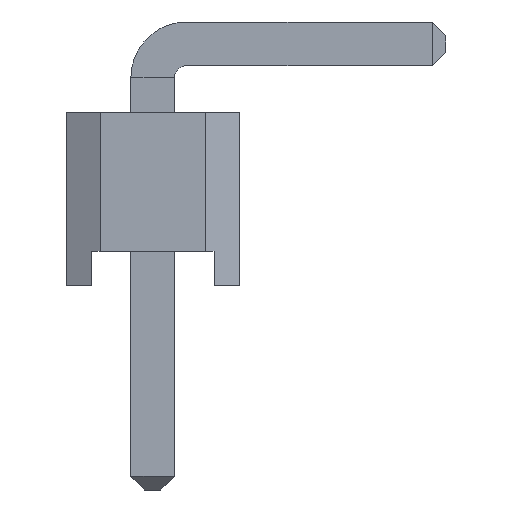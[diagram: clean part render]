
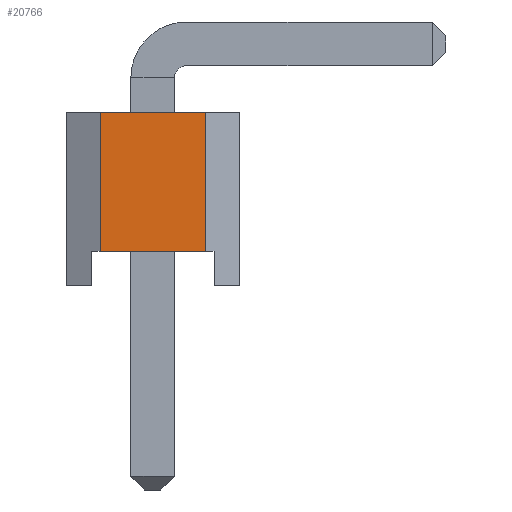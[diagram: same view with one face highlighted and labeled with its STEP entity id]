
A CAD part, left-side view. The second image highlights one B-rep face of the part: STEP entity #20766.
In plain terms, the highlighted planar face has unit normal (-1, 0, 0).
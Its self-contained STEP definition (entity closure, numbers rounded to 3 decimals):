
#22 = VERTEX_POINT ( 'NONE', #22481 ) ;
#3612 = FACE_OUTER_BOUND ( 'NONE', #7796, .T. ) ;
#3751 = CARTESIAN_POINT ( 'NONE',  ( -55.88, 0., 1.778 ) ) ;
#3767 = ORIENTED_EDGE ( 'NONE', *, *, #16633, .F. ) ;
#4939 = LINE ( 'NONE', #24853, #8892 ) ;
#5959 = VERTEX_POINT ( 'NONE', #8866 ) ;
#7796 = EDGE_LOOP ( 'NONE', ( #3767, #15480, #18773, #10561 ) ) ;
#8866 = CARTESIAN_POINT ( 'NONE',  ( -55.88, -0.77, 1.008 ) ) ;
#8892 = VECTOR ( 'NONE', #16613, 1000. ) ;
#9777 = CARTESIAN_POINT ( 'NONE',  ( -55.88, 0., 1.008 ) ) ;
#10561 = ORIENTED_EDGE ( 'NONE', *, *, #22130, .T. ) ;
#10644 = AXIS2_PLACEMENT_3D ( 'NONE', #3751, #11713, #17753 ) ;
#11351 = CARTESIAN_POINT ( 'NONE',  ( -55.88, 0.77, 1.008 ) ) ;
#11657 = CARTESIAN_POINT ( 'NONE',  ( -55.88, -1.27, 3.048 ) ) ;
#11713 = DIRECTION ( 'NONE',  ( -1., 0., 0. ) ) ;
#13256 = LINE ( 'NONE', #11657, #20373 ) ;
#14566 = VERTEX_POINT ( 'NONE', #11351 ) ;
#15476 = EDGE_CURVE ( 'NONE', #5959, #22, #17015, .T. ) ;
#15480 = ORIENTED_EDGE ( 'NONE', *, *, #22640, .T. ) ;
#16613 = DIRECTION ( 'NONE',  ( 0., 0., 1. ) ) ;
#16633 = EDGE_CURVE ( 'NONE', #14566, #23489, #4939, .T. ) ;
#17015 = LINE ( 'NONE', #21597, #23173 ) ;
#17693 = DIRECTION ( 'NONE',  ( 0., 1., 0. ) ) ;
#17753 = DIRECTION ( 'NONE',  ( 0., 0., 1. ) ) ;
#18165 = DIRECTION ( 'NONE',  ( 0., -1., 0. ) ) ;
#18773 = ORIENTED_EDGE ( 'NONE', *, *, #15476, .T. ) ;
#19885 = LINE ( 'NONE', #9777, #24189 ) ;
#20009 = CARTESIAN_POINT ( 'NONE',  ( -55.88, 0.77, 3.048 ) ) ;
#20373 = VECTOR ( 'NONE', #17693, 1000. ) ;
#20766 = ADVANCED_FACE ( 'NONE', ( #3612 ), #25512, .T. ) ;
#21597 = CARTESIAN_POINT ( 'NONE',  ( -55.88, -0.77, 1.778 ) ) ;
#22130 = EDGE_CURVE ( 'NONE', #22, #23489, #13256, .T. ) ;
#22481 = CARTESIAN_POINT ( 'NONE',  ( -55.88, -0.77, 3.048 ) ) ;
#22640 = EDGE_CURVE ( 'NONE', #14566, #5959, #19885, .T. ) ;
#23173 = VECTOR ( 'NONE', #25540, 1000. ) ;
#23489 = VERTEX_POINT ( 'NONE', #20009 ) ;
#24189 = VECTOR ( 'NONE', #18165, 1000. ) ;
#24853 = CARTESIAN_POINT ( 'NONE',  ( -55.88, 0.77, -12.853 ) ) ;
#25512 = PLANE ( 'NONE',  #10644 ) ;
#25540 = DIRECTION ( 'NONE',  ( 0., 0., 1. ) ) ;
